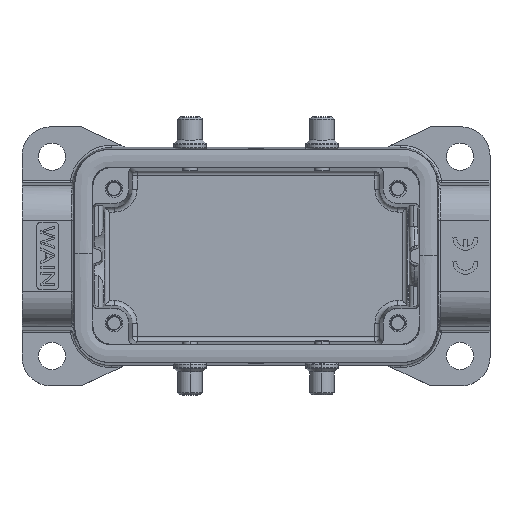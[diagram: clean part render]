
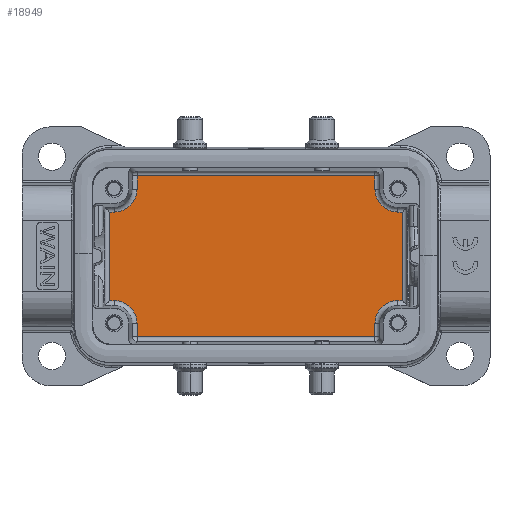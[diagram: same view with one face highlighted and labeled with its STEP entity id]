
A CAD part, top view. The second image highlights one B-rep face of the part: STEP entity #18949.
In plain terms, the highlighted planar face has unit normal (0, 0, 1).
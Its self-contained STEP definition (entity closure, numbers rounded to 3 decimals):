
#2681=CARTESIAN_POINT('',(29.385,-111.109,3.114));
#2683=DIRECTION('',(-1.,0.,0.));
#2684=VECTOR('',#2683,0.885);
#2685=CARTESIAN_POINT('',(29.385,-111.109,3.114));
#2686=LINE('',#2685,#2684);
#2703=CARTESIAN_POINT('',(29.385,-128.891,3.114));
#2705=DIRECTION('',(0.,1.,0.));
#2706=VECTOR('',#2705,17.781);
#2707=CARTESIAN_POINT('',(29.385,-128.891,3.114));
#2708=LINE('',#2707,#2706);
#3363=DIRECTION('',(0.,1.,0.));
#3364=VECTOR('',#3363,2.641);
#3365=CARTESIAN_POINT('',(23.891,-106.5,3.114));
#3366=LINE('',#3365,#3364);
#3371=CARTESIAN_POINT('',(-28.5,-133.5,3.114));
#3372=DIRECTION('',(0.,0.,1.));
#3373=DIRECTION('',(1.,0.,0.));
#3374=AXIS2_PLACEMENT_3D('',#3371,#3372,#3373);
#3376=CARTESIAN_POINT('',(-28.5,-106.5,3.114));
#3377=DIRECTION('',(0.,0.,1.));
#3378=DIRECTION('',(0.,-1.,0.));
#3379=AXIS2_PLACEMENT_3D('',#3376,#3377,#3378);
#3381=CARTESIAN_POINT('',(28.5,-106.5,3.114));
#3382=DIRECTION('',(0.,0.,1.));
#3383=DIRECTION('',(-1.,0.,0.));
#3384=AXIS2_PLACEMENT_3D('',#3381,#3382,#3383);
#3386=CARTESIAN_POINT('',(28.5,-133.5,3.114));
#3387=DIRECTION('',(0.,0.,1.));
#3388=DIRECTION('',(0.,1.,0.));
#3389=AXIS2_PLACEMENT_3D('',#3386,#3387,#3388);
#3391=DIRECTION('',(0.,-1.,0.));
#3392=VECTOR('',#3391,2.641);
#3393=CARTESIAN_POINT('',(-23.891,-133.5,3.114));
#3394=LINE('',#3393,#3392);
#3414=DIRECTION('',(1.,0.,0.));
#3415=VECTOR('',#3414,47.781);
#3416=CARTESIAN_POINT('',(-23.891,-136.141,3.114));
#3417=LINE('',#3416,#3415);
#3441=DIRECTION('',(0.,1.,0.));
#3442=VECTOR('',#3441,2.641);
#3443=CARTESIAN_POINT('',(23.891,-136.141,3.114));
#3444=LINE('',#3443,#3442);
#3460=DIRECTION('',(1.,0.,0.));
#3461=VECTOR('',#3460,0.885);
#3462=CARTESIAN_POINT('',(28.5,-128.891,3.114));
#3463=LINE('',#3462,#3461);
#3501=DIRECTION('',(1.,0.,0.));
#3502=VECTOR('',#3501,0.885);
#3503=CARTESIAN_POINT('',(-29.385,-128.891,3.114));
#3504=LINE('',#3503,#3502);
#3505=DIRECTION('',(0.,-1.,0.));
#3506=VECTOR('',#3505,17.781);
#3507=CARTESIAN_POINT('',(-29.385,-111.109,3.114));
#3508=LINE('',#3507,#3506);
#3527=DIRECTION('',(-1.,0.,0.));
#3528=VECTOR('',#3527,0.885);
#3529=CARTESIAN_POINT('',(-28.5,-111.109,3.114));
#3530=LINE('',#3529,#3528);
#3554=DIRECTION('',(0.,-1.,0.));
#3555=VECTOR('',#3554,2.641);
#3556=CARTESIAN_POINT('',(-23.891,-103.859,3.114));
#3557=LINE('',#3556,#3555);
#3573=DIRECTION('',(-1.,0.,0.));
#3574=VECTOR('',#3573,47.781);
#3575=CARTESIAN_POINT('',(23.891,-103.859,3.114));
#3576=LINE('',#3575,#3574);
#13743=CARTESIAN_POINT('',(28.5,-111.109,3.114));
#13744=VERTEX_POINT('',#13743);
#13745=CARTESIAN_POINT('',(23.891,-106.5,3.114));
#13746=VERTEX_POINT('',#13745);
#13747=VERTEX_POINT('',#2681);
#13750=VERTEX_POINT('',#2703);
#13848=CARTESIAN_POINT('',(23.891,-103.859,3.114));
#13849=VERTEX_POINT('',#13848);
#13850=CARTESIAN_POINT('',(-23.891,-133.5,3.114));
#13851=CARTESIAN_POINT('',(-23.891,-136.141,3.114));
#13852=VERTEX_POINT('',#13850);
#13853=VERTEX_POINT('',#13851);
#13854=CARTESIAN_POINT('',(-28.5,-128.891,3.114));
#13855=VERTEX_POINT('',#13854);
#13856=CARTESIAN_POINT('',(-29.385,-128.891,3.114));
#13857=VERTEX_POINT('',#13856);
#13858=CARTESIAN_POINT('',(-29.385,-111.109,3.114));
#13859=VERTEX_POINT('',#13858);
#13860=CARTESIAN_POINT('',(-28.5,-111.109,3.114));
#13861=VERTEX_POINT('',#13860);
#13862=CARTESIAN_POINT('',(-23.891,-106.5,3.114));
#13863=VERTEX_POINT('',#13862);
#13864=CARTESIAN_POINT('',(-23.891,-103.859,3.114));
#13865=VERTEX_POINT('',#13864);
#13866=CARTESIAN_POINT('',(28.5,-128.891,3.114));
#13867=VERTEX_POINT('',#13866);
#13868=CARTESIAN_POINT('',(23.891,-133.5,3.114));
#13869=VERTEX_POINT('',#13868);
#13870=CARTESIAN_POINT('',(23.891,-136.141,3.114));
#13871=VERTEX_POINT('',#13870);
#18914=CARTESIAN_POINT('',(0.,-120.,3.114));
#18915=DIRECTION('',(0.,0.,1.));
#18916=DIRECTION('',(1.,0.,0.));
#18917=AXIS2_PLACEMENT_3D('',#18914,#18915,#18916);
#18918=PLANE('',#18917);
#18920=ORIENTED_EDGE('',*,*,#18919,.F.);
#18922=ORIENTED_EDGE('',*,*,#18921,.T.);
#18924=ORIENTED_EDGE('',*,*,#18923,.F.);
#18926=ORIENTED_EDGE('',*,*,#18925,.F.);
#18928=ORIENTED_EDGE('',*,*,#18927,.F.);
#18930=ORIENTED_EDGE('',*,*,#18929,.T.);
#18932=ORIENTED_EDGE('',*,*,#18931,.F.);
#18934=ORIENTED_EDGE('',*,*,#18933,.F.);
#18935=ORIENTED_EDGE('',*,*,#18905,.F.);
#18936=ORIENTED_EDGE('',*,*,#18221,.T.);
#18937=ORIENTED_EDGE('',*,*,#18236,.F.);
#18938=ORIENTED_EDGE('',*,*,#18251,.F.);
#18940=ORIENTED_EDGE('',*,*,#18939,.F.);
#18942=ORIENTED_EDGE('',*,*,#18941,.T.);
#18944=ORIENTED_EDGE('',*,*,#18943,.F.);
#18946=ORIENTED_EDGE('',*,*,#18945,.F.);
#18947=EDGE_LOOP('',(#18920,#18922,#18924,#18926,#18928,#18930,#18932,#18934,
#18935,#18936,#18937,#18938,#18940,#18942,#18944,#18946));
#18948=FACE_OUTER_BOUND('',#18947,.F.);
#18949=ADVANCED_FACE('',(#18948),#18918,.T.);
#3375=CIRCLE('',#3374,4.609);
#3380=CIRCLE('',#3379,4.609);
#3385=CIRCLE('',#3384,4.609);
#3390=CIRCLE('',#3389,4.609);
#18221=EDGE_CURVE('',#13746,#13744,#3385,.T.);
#18236=EDGE_CURVE('',#13747,#13744,#2686,.T.);
#18251=EDGE_CURVE('',#13750,#13747,#2708,.T.);
#18905=EDGE_CURVE('',#13746,#13849,#3366,.T.);
#18919=EDGE_CURVE('',#13852,#13853,#3394,.T.);
#18921=EDGE_CURVE('',#13852,#13855,#3375,.T.);
#18923=EDGE_CURVE('',#13857,#13855,#3504,.T.);
#18925=EDGE_CURVE('',#13859,#13857,#3508,.T.);
#18927=EDGE_CURVE('',#13861,#13859,#3530,.T.);
#18929=EDGE_CURVE('',#13861,#13863,#3380,.T.);
#18931=EDGE_CURVE('',#13865,#13863,#3557,.T.);
#18933=EDGE_CURVE('',#13849,#13865,#3576,.T.);
#18939=EDGE_CURVE('',#13867,#13750,#3463,.T.);
#18941=EDGE_CURVE('',#13867,#13869,#3390,.T.);
#18943=EDGE_CURVE('',#13871,#13869,#3444,.T.);
#18945=EDGE_CURVE('',#13853,#13871,#3417,.T.);
